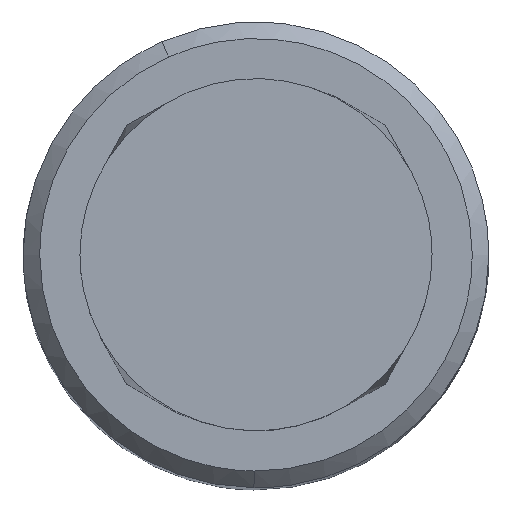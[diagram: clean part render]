
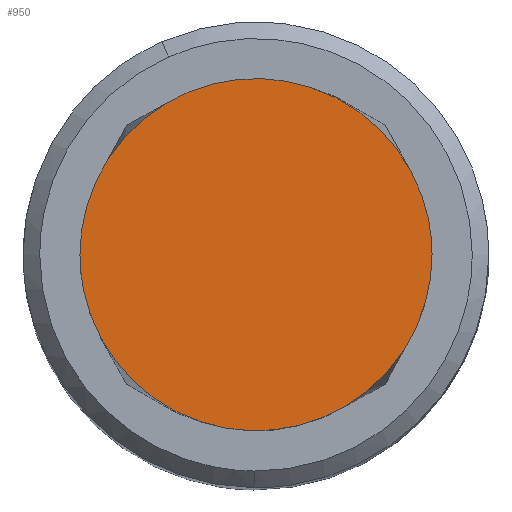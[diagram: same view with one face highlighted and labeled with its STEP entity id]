
A CAD part, top view. The second image highlights one B-rep face of the part: STEP entity #950.
In plain terms, the highlighted free-form (B-spline) face has degree [1, 1] with [2, 2] control points.
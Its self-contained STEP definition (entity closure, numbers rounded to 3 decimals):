
#904=CARTESIAN_POINT('',(-5.292,0.0,88.));
#905=VERTEX_POINT('',#904);
#906=CARTESIAN_POINT('',(5.292,0.0,88.));
#907=VERTEX_POINT('',#906);
#908=CARTESIAN_POINT('',(-5.292,0.0,88.));
#909=CARTESIAN_POINT('',(-5.292,5.292,88.));
#910=CARTESIAN_POINT('',(0.0,5.292,88.));
#911=CARTESIAN_POINT('',(5.292,5.292,88.));
#912=CARTESIAN_POINT('',(5.292,0.0,88.));
#920=(BOUNDED_CURVE()B_SPLINE_CURVE(2,(#908,#909,#910,#911,#912),.UNSPECIFIED.,.F.,.U.)B_SPLINE_CURVE_WITH_KNOTS((3,2,3),(0.0,0.25,0.5),.UNSPECIFIED.)CURVE()GEOMETRIC_REPRESENTATION_ITEM()RATIONAL_B_SPLINE_CURVE((1.0,0.707,1.0,0.707,1.0))REPRESENTATION_ITEM(''));
#921=EDGE_CURVE('',#905,#907,#920,.T.);
#923=CARTESIAN_POINT('',(5.292,0.0,88.));
#924=CARTESIAN_POINT('',(5.292,-5.292,88.));
#925=CARTESIAN_POINT('',(0.0,-5.292,88.));
#926=CARTESIAN_POINT('',(-5.292,-5.292,88.));
#927=CARTESIAN_POINT('',(-5.292,0.0,88.));
#935=(BOUNDED_CURVE()B_SPLINE_CURVE(2,(#923,#924,#925,#926,#927),.UNSPECIFIED.,.F.,.U.)B_SPLINE_CURVE_WITH_KNOTS((3,2,3),(0.5,0.75,1.0),.UNSPECIFIED.)CURVE()GEOMETRIC_REPRESENTATION_ITEM()RATIONAL_B_SPLINE_CURVE((1.0,0.707,1.0,0.707,1.0))REPRESENTATION_ITEM(''));
#936=EDGE_CURVE('',#907,#905,#935,.T.);
#941=CARTESIAN_POINT('',(5.82,-5.82,88.));
#942=CARTESIAN_POINT('',(-5.82,-5.82,88.));
#943=CARTESIAN_POINT('',(5.82,5.82,88.));
#944=CARTESIAN_POINT('',(-5.82,5.82,88.));
#945=B_SPLINE_SURFACE_WITH_KNOTS('',1,1,((#941,#943),(#942,#944)),.UNSPECIFIED.,.F.,.F.,.U.,(2,2),(2,2),(0.0,11.64),(0.0,11.64),.UNSPECIFIED.);
#946=ORIENTED_EDGE('',*,*,#936,.F.);
#947=ORIENTED_EDGE('',*,*,#921,.F.);
#948=EDGE_LOOP('',(#946,#947));
#949=FACE_OUTER_BOUND('',#948,.T.);
#950=ADVANCED_FACE('',(#949),#945,.F.);
